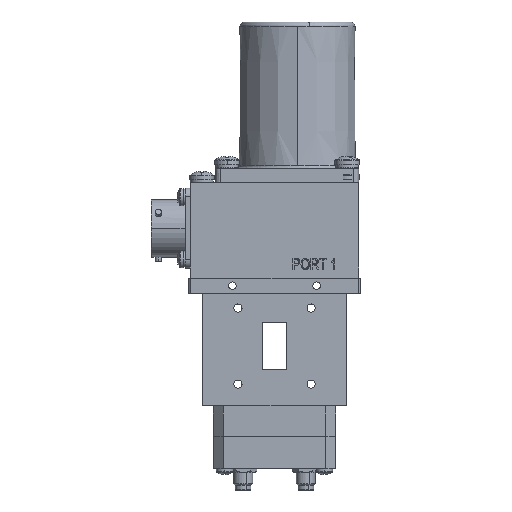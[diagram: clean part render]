
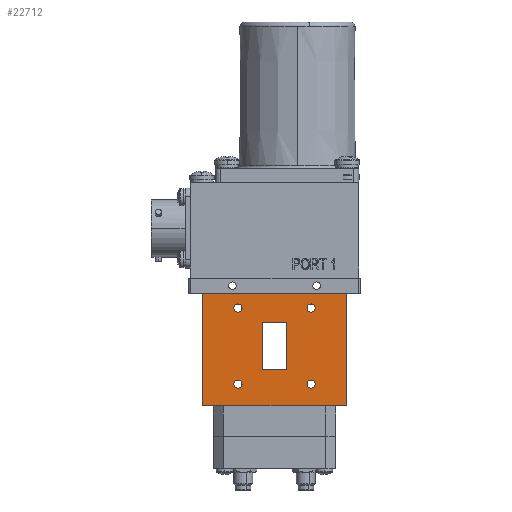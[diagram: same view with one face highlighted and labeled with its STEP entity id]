
A CAD part, front view. The second image highlights one B-rep face of the part: STEP entity #22712.
In plain terms, the highlighted planar face has unit normal (0, -1, 0).
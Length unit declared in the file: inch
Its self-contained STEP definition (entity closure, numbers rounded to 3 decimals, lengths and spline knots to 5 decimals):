
#2633 = EDGE_CURVE ( 'NONE', #33372, #33337, #11430, .T. ) ;
#2696 = EDGE_CURVE ( 'NONE', #33375, #33372, #9175, .T. ) ;
#2701 = EDGE_CURVE ( 'NONE', #33375, #33326, #9185, .T. ) ;
#3406 = AXIS2_PLACEMENT_3D ( 'NONE', #14010, #14012, #14014 ) ;
#3415 = AXIS2_PLACEMENT_3D ( 'NONE', #14097, #14099, #14101 ) ;
#3428 = AXIS2_PLACEMENT_3D ( 'NONE', #14179, #14180, #14181 ) ;
#3431 = AXIS2_PLACEMENT_3D ( 'NONE', #14199, #14200, #14201 ) ;
#3433 = AXIS2_PLACEMENT_3D ( 'NONE', #14212, #14213, #14214 ) ;
#3442 = AXIS2_PLACEMENT_3D ( 'NONE', #14254, #14255, #14256 ) ;
#3449 = AXIS2_PLACEMENT_3D ( 'NONE', #14288, #14289, #14290 ) ;
#3461 = AXIS2_PLACEMENT_3D ( 'NONE', #14349, #14350, #14351 ) ;
#3684 = AXIS2_PLACEMENT_3D ( 'NONE', #26000, #25982, #26002 ) ;
#6404 = EDGE_CURVE ( 'NONE', #33591, #33296, #9314, .T. ) ;
#6416 = EDGE_CURVE ( 'NONE', #33326, #33337, #9333, .T. ) ;
#6421 = EDGE_CURVE ( 'NONE', #33597, #33595, #9340, .T. ) ;
#6432 = EDGE_CURVE ( 'NONE', #33293, #33312, #9357, .T. ) ;
#6443 = EDGE_CURVE ( 'NONE', #33612, #33609, #9368, .T. ) ;
#6451 = EDGE_CURVE ( 'NONE', #33614, #33606, #9384, .T. ) ;
#6456 = EDGE_CURVE ( 'NONE', #33595, #33597, #9389, .T. ) ;
#6457 = EDGE_CURVE ( 'NONE', #33365, #33360, #9394, .T. ) ;
#6465 = EDGE_CURVE ( 'NONE', #33312, #33365, #9406, .T. ) ;
#6473 = EDGE_CURVE ( 'NONE', #33296, #33591, #9405, .T. ) ;
#6486 = EDGE_CURVE ( 'NONE', #33606, #33614, #9437, .T. ) ;
#6487 = EDGE_CURVE ( 'NONE', #33360, #33293, #9438, .T. ) ;
#6538 = EDGE_CURVE ( 'NONE', #33609, #33612, #9474, .T. ) ;
#9175 = LINE ( 'NONE', #11963, #9178 ) ;
#9178 = VECTOR ( 'NONE', #11964, 39.37008 ) ;
#9185 = LINE ( 'NONE', #11973, #9188 ) ;
#9188 = VECTOR ( 'NONE', #11974, 39.37008 ) ;
#9314 = CIRCLE ( 'NONE', #3406, 0.05325 ) ;
#9333 = LINE ( 'NONE', #14058, #9335 ) ;
#9335 = VECTOR ( 'NONE', #14059, 39.37008 ) ;
#9340 = CIRCLE ( 'NONE', #3415, 0.05325 ) ;
#9357 = LINE ( 'NONE', #14142, #9359 ) ;
#9359 = VECTOR ( 'NONE', #14143, 39.37008 ) ;
#9368 = CIRCLE ( 'NONE', #3428, 0.05325 ) ;
#9384 = CIRCLE ( 'NONE', #3431, 0.05325 ) ;
#9389 = CIRCLE ( 'NONE', #3433, 0.05325 ) ;
#9394 = LINE ( 'NONE', #14208, #9396 ) ;
#9396 = VECTOR ( 'NONE', #14202, 39.37008 ) ;
#9405 = CIRCLE ( 'NONE', #3442, 0.05325 ) ;
#9406 = LINE ( 'NONE', #14230, #9409 ) ;
#9409 = VECTOR ( 'NONE', #14231, 39.37008 ) ;
#9437 = CIRCLE ( 'NONE', #3449, 0.05325 ) ;
#9438 = LINE ( 'NONE', #14281, #9440 ) ;
#9440 = VECTOR ( 'NONE', #14282, 39.37008 ) ;
#9474 = CIRCLE ( 'NONE', #3461, 0.05325 ) ;
#10129 = FACE_BOUND ( 'NONE', #28980, .T. ) ;
#10132 = FACE_BOUND ( 'NONE', #28926, .T. ) ;
#10133 = FACE_BOUND ( 'NONE', #28923, .T. ) ;
#10134 = FACE_BOUND ( 'NONE', #28991, .T. ) ;
#10135 = FACE_BOUND ( 'NONE', #28990, .T. ) ;
#10136 = FACE_OUTER_BOUND ( 'NONE', #29032, .T. ) ;
#11430 = LINE ( 'NONE', #11682, #11433 ) ;
#11433 = VECTOR ( 'NONE', #11683, 39.37008 ) ;
#11682 = CARTESIAN_POINT ( 'NONE',  ( 0.9375, -0.9375, 0. ) ) ;
#11683 = DIRECTION ( 'NONE',  ( 1., 0., 0. ) ) ;
#11963 = CARTESIAN_POINT ( 'NONE',  ( -0.9375, -0.9375, 1.47 ) ) ;
#11964 = DIRECTION ( 'NONE',  ( 0., 0., -1. ) ) ;
#11973 = CARTESIAN_POINT ( 'NONE',  ( 0.9375, -0.9375, 1.47 ) ) ;
#11974 = DIRECTION ( 'NONE',  ( 1., 0., 0. ) ) ;
#14010 = CARTESIAN_POINT ( 'NONE',  ( 0.478, -0.9375, 0.284 ) ) ;
#14012 = DIRECTION ( 'NONE',  ( 0., -1., 0. ) ) ;
#14014 = DIRECTION ( 'NONE',  ( 0., 0., -1. ) ) ;
#14058 = CARTESIAN_POINT ( 'NONE',  ( 0.9375, -0.9375, 1.47 ) ) ;
#14059 = DIRECTION ( 'NONE',  ( 0., 0., -1. ) ) ;
#14097 = CARTESIAN_POINT ( 'NONE',  ( -0.478, -0.9375, 0.284 ) ) ;
#14099 = DIRECTION ( 'NONE',  ( 0., -1., 0. ) ) ;
#14101 = DIRECTION ( 'NONE',  ( 0., 0., -1. ) ) ;
#14142 = CARTESIAN_POINT ( 'NONE',  ( 0.1555, -0.9375, 0.47 ) ) ;
#14143 = DIRECTION ( 'NONE',  ( 0., 0., 1. ) ) ;
#14179 = CARTESIAN_POINT ( 'NONE',  ( -0.478, -0.9375, 1.278 ) ) ;
#14180 = DIRECTION ( 'NONE',  ( 0., -1., 0. ) ) ;
#14181 = DIRECTION ( 'NONE',  ( 0., 0., -1. ) ) ;
#14199 = CARTESIAN_POINT ( 'NONE',  ( 0.478, -0.9375, 1.278 ) ) ;
#14200 = DIRECTION ( 'NONE',  ( 0., -1., 0. ) ) ;
#14201 = DIRECTION ( 'NONE',  ( 0., 0., -1. ) ) ;
#14202 = DIRECTION ( 'NONE',  ( 0., 0., -1. ) ) ;
#14208 = CARTESIAN_POINT ( 'NONE',  ( -0.1555, -0.9375, 0.47 ) ) ;
#14212 = CARTESIAN_POINT ( 'NONE',  ( -0.478, -0.9375, 0.284 ) ) ;
#14213 = DIRECTION ( 'NONE',  ( 0., -1., 0. ) ) ;
#14214 = DIRECTION ( 'NONE',  ( 0., 0., -1. ) ) ;
#14230 = CARTESIAN_POINT ( 'NONE',  ( 0.1555, -0.9375, 1.092 ) ) ;
#14231 = DIRECTION ( 'NONE',  ( -1., 0., 0. ) ) ;
#14254 = CARTESIAN_POINT ( 'NONE',  ( 0.478, -0.9375, 0.284 ) ) ;
#14255 = DIRECTION ( 'NONE',  ( 0., -1., 0. ) ) ;
#14256 = DIRECTION ( 'NONE',  ( 0., 0., -1. ) ) ;
#14281 = CARTESIAN_POINT ( 'NONE',  ( 0.1555, -0.9375, 0.47 ) ) ;
#14282 = DIRECTION ( 'NONE',  ( 1., 0., 0. ) ) ;
#14288 = CARTESIAN_POINT ( 'NONE',  ( 0.478, -0.9375, 1.278 ) ) ;
#14289 = DIRECTION ( 'NONE',  ( 0., -1., 0. ) ) ;
#14290 = DIRECTION ( 'NONE',  ( 0., 0., -1. ) ) ;
#14349 = CARTESIAN_POINT ( 'NONE',  ( -0.478, -0.9375, 1.278 ) ) ;
#14350 = DIRECTION ( 'NONE',  ( 0., -1., 0. ) ) ;
#14351 = DIRECTION ( 'NONE',  ( 0., 0., -1. ) ) ;
#15156 = ORIENTED_EDGE ( 'NONE', *, *, #6465, .F. ) ;
#15176 = ORIENTED_EDGE ( 'NONE', *, *, #6487, .F. ) ;
#15190 = ORIENTED_EDGE ( 'NONE', *, *, #6456, .F. ) ;
#15224 = ORIENTED_EDGE ( 'NONE', *, *, #6473, .F. ) ;
#15234 = ORIENTED_EDGE ( 'NONE', *, *, #2633, .T. ) ;
#15238 = ORIENTED_EDGE ( 'NONE', *, *, #2696, .T. ) ;
#15251 = ORIENTED_EDGE ( 'NONE', *, *, #2701, .F. ) ;
#15256 = ORIENTED_EDGE ( 'NONE', *, *, #6404, .F. ) ;
#15266 = ORIENTED_EDGE ( 'NONE', *, *, #6416, .F. ) ;
#15274 = ORIENTED_EDGE ( 'NONE', *, *, #6451, .F. ) ;
#15283 = ORIENTED_EDGE ( 'NONE', *, *, #6443, .F. ) ;
#15313 = ORIENTED_EDGE ( 'NONE', *, *, #6486, .F. ) ;
#15314 = ORIENTED_EDGE ( 'NONE', *, *, #6421, .F. ) ;
#15318 = ORIENTED_EDGE ( 'NONE', *, *, #6432, .F. ) ;
#15340 = ORIENTED_EDGE ( 'NONE', *, *, #6538, .F. ) ;
#22712 = ADVANCED_FACE ( 'NONE', ( #10132, #10135, #10133, #10134, #10129, #10136 ), #25998, .F. ) ;
#23094 = ORIENTED_EDGE ( 'NONE', *, *, #6457, .F. ) ;
#24693 = CARTESIAN_POINT ( 'NONE',  ( 0.1555, -0.9375, 0.47 ) ) ;
#24707 = CARTESIAN_POINT ( 'NONE',  ( 0.478, -0.9375, 0.23075 ) ) ;
#24721 = CARTESIAN_POINT ( 'NONE',  ( 0.1555, -0.9375, 1.092 ) ) ;
#24738 = CARTESIAN_POINT ( 'NONE',  ( 0.9375, -0.9375, 1.47 ) ) ;
#24749 = CARTESIAN_POINT ( 'NONE',  ( 0.9375, -0.9375, 0. ) ) ;
#24772 = CARTESIAN_POINT ( 'NONE',  ( -0.1555, -0.9375, 0.47 ) ) ;
#24777 = CARTESIAN_POINT ( 'NONE',  ( -0.1555, -0.9375, 1.092 ) ) ;
#24784 = CARTESIAN_POINT ( 'NONE',  ( -0.9375, -0.9375, 0. ) ) ;
#24787 = CARTESIAN_POINT ( 'NONE',  ( -0.9375, -0.9375, 1.47 ) ) ;
#25003 = CARTESIAN_POINT ( 'NONE',  ( 0.478, -0.9375, 0.33725 ) ) ;
#25007 = CARTESIAN_POINT ( 'NONE',  ( -0.478, -0.9375, 0.23075 ) ) ;
#25009 = CARTESIAN_POINT ( 'NONE',  ( -0.478, -0.9375, 0.33725 ) ) ;
#25018 = CARTESIAN_POINT ( 'NONE',  ( 0.478, -0.9375, 1.22475 ) ) ;
#25021 = CARTESIAN_POINT ( 'NONE',  ( -0.478, -0.9375, 1.22475 ) ) ;
#25024 = CARTESIAN_POINT ( 'NONE',  ( -0.478, -0.9375, 1.33125 ) ) ;
#25026 = CARTESIAN_POINT ( 'NONE',  ( 0.478, -0.9375, 1.33125 ) ) ;
#25982 = DIRECTION ( 'NONE',  ( 0., 1., 0. ) ) ;
#25998 = PLANE ( 'NONE',  #3684 ) ;
#26000 = CARTESIAN_POINT ( 'NONE',  ( 0.9375, -0.9375, 1.47 ) ) ;
#26002 = DIRECTION ( 'NONE',  ( -1., 0., 0. ) ) ;
#28923 = EDGE_LOOP ( 'NONE', ( #15313, #15274 ) ) ;
#28926 = EDGE_LOOP ( 'NONE', ( #15190, #15314 ) ) ;
#28980 = EDGE_LOOP ( 'NONE', ( #15176, #23094, #15156, #15318 ) ) ;
#28990 = EDGE_LOOP ( 'NONE', ( #15340, #15283 ) ) ;
#28991 = EDGE_LOOP ( 'NONE', ( #15224, #15256 ) ) ;
#29032 = EDGE_LOOP ( 'NONE', ( #15234, #15266, #15251, #15238 ) ) ;
#33293 = VERTEX_POINT ( 'NONE', #24693 ) ;
#33296 = VERTEX_POINT ( 'NONE', #24707 ) ;
#33312 = VERTEX_POINT ( 'NONE', #24721 ) ;
#33326 = VERTEX_POINT ( 'NONE', #24738 ) ;
#33337 = VERTEX_POINT ( 'NONE', #24749 ) ;
#33360 = VERTEX_POINT ( 'NONE', #24772 ) ;
#33365 = VERTEX_POINT ( 'NONE', #24777 ) ;
#33372 = VERTEX_POINT ( 'NONE', #24784 ) ;
#33375 = VERTEX_POINT ( 'NONE', #24787 ) ;
#33591 = VERTEX_POINT ( 'NONE', #25003 ) ;
#33595 = VERTEX_POINT ( 'NONE', #25007 ) ;
#33597 = VERTEX_POINT ( 'NONE', #25009 ) ;
#33606 = VERTEX_POINT ( 'NONE', #25018 ) ;
#33609 = VERTEX_POINT ( 'NONE', #25021 ) ;
#33612 = VERTEX_POINT ( 'NONE', #25024 ) ;
#33614 = VERTEX_POINT ( 'NONE', #25026 ) ;
